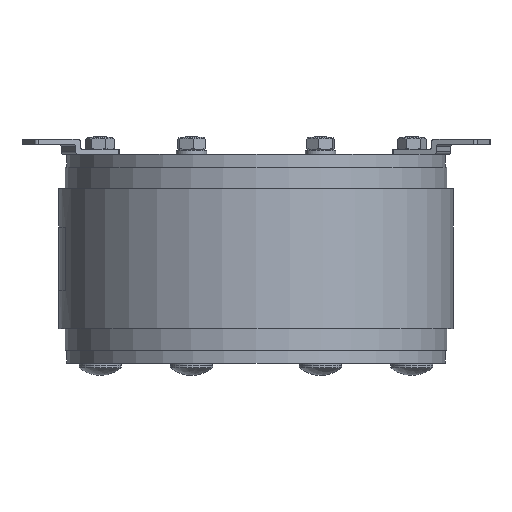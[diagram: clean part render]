
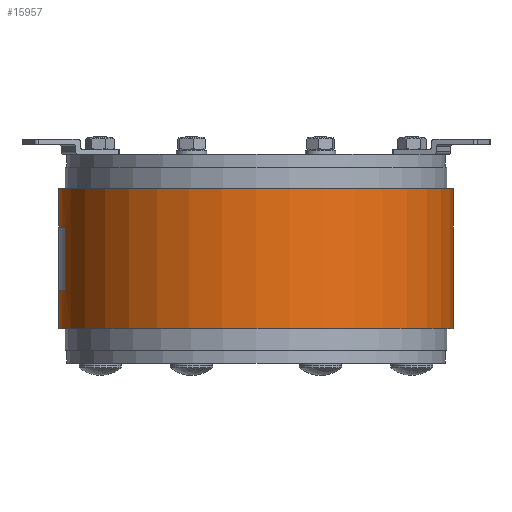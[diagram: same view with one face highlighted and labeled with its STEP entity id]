
A CAD part, front view. The second image highlights one B-rep face of the part: STEP entity #15957.
In plain terms, the highlighted cylindrical face has radius 77.5 mm (diameter 155 mm), a partial arc.
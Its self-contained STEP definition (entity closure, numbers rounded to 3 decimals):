
#787=CIRCLE('',#16853,77.5);
#789=CIRCLE('',#16856,77.5);
#791=CIRCLE('',#16859,77.5);
#793=CIRCLE('',#16863,77.5);
#795=CIRCLE('',#16876,77.5);
#798=CIRCLE('',#16880,77.5);
#799=CIRCLE('',#16882,77.5);
#800=CIRCLE('',#16883,77.5);
#897=CYLINDRICAL_SURFACE('',#16881,77.5);
#2562=LINE('',#26761,#4283);
#2569=LINE('',#26778,#4290);
#2579=LINE('',#26797,#4300);
#2588=LINE('',#26823,#4309);
#2589=LINE('',#26827,#4310);
#2590=LINE('',#26830,#4311);
#4283=VECTOR('',#20335,25.);
#4290=VECTOR('',#20352,15.);
#4300=VECTOR('',#20372,15.);
#4309=VECTOR('',#20401,15.);
#4310=VECTOR('',#20404,25.);
#4311=VECTOR('',#20407,15.);
#5796=FACE_OUTER_BOUND('',#6745,.T.);
#6745=EDGE_LOOP('',(#14979,#14980,#14981,#14982,#14983,#14984,#14985,#14986,
#14987,#14988,#14989,#14990,#14991,#14992));
#8450=VERTEX_POINT('',#26733);
#8451=VERTEX_POINT('',#26734);
#8454=VERTEX_POINT('',#26742);
#8455=VERTEX_POINT('',#26743);
#8458=VERTEX_POINT('',#26751);
#8459=VERTEX_POINT('',#26752);
#8462=VERTEX_POINT('',#26760);
#8464=VERTEX_POINT('',#26766);
#8474=VERTEX_POINT('',#26810);
#8477=VERTEX_POINT('',#26818);
#8478=VERTEX_POINT('',#26822);
#8479=VERTEX_POINT('',#26824);
#8480=VERTEX_POINT('',#26826);
#8481=VERTEX_POINT('',#26828);
#10615=EDGE_CURVE('',#8450,#8451,#787,.T.);
#10619=EDGE_CURVE('',#8454,#8455,#789,.T.);
#10623=EDGE_CURVE('',#8458,#8459,#791,.T.);
#10627=EDGE_CURVE('',#8459,#8462,#2562,.T.);
#10630=EDGE_CURVE('',#8462,#8464,#793,.T.);
#10636=EDGE_CURVE('',#8450,#8464,#2569,.T.);
#10646=EDGE_CURVE('',#8458,#8455,#2579,.T.);
#10653=EDGE_CURVE('',#8474,#8454,#795,.T.);
#10658=EDGE_CURVE('',#8451,#8477,#798,.T.);
#10659=EDGE_CURVE('',#8477,#8478,#2588,.T.);
#10660=EDGE_CURVE('',#8478,#8479,#799,.T.);
#10661=EDGE_CURVE('',#8479,#8480,#2589,.T.);
#10662=EDGE_CURVE('',#8480,#8481,#800,.T.);
#10663=EDGE_CURVE('',#8481,#8474,#2590,.T.);
#14979=ORIENTED_EDGE('',*,*,#10658,.T.);
#14980=ORIENTED_EDGE('',*,*,#10659,.T.);
#14981=ORIENTED_EDGE('',*,*,#10660,.T.);
#14982=ORIENTED_EDGE('',*,*,#10661,.T.);
#14983=ORIENTED_EDGE('',*,*,#10662,.T.);
#14984=ORIENTED_EDGE('',*,*,#10663,.T.);
#14985=ORIENTED_EDGE('',*,*,#10653,.T.);
#14986=ORIENTED_EDGE('',*,*,#10619,.T.);
#14987=ORIENTED_EDGE('',*,*,#10646,.F.);
#14988=ORIENTED_EDGE('',*,*,#10623,.T.);
#14989=ORIENTED_EDGE('',*,*,#10627,.T.);
#14990=ORIENTED_EDGE('',*,*,#10630,.T.);
#14991=ORIENTED_EDGE('',*,*,#10636,.F.);
#14992=ORIENTED_EDGE('',*,*,#10615,.T.);
#15957=ADVANCED_FACE('',(#5796),#897,.T.);
#16853=AXIS2_PLACEMENT_3D('',#26735,#20311,#20312);
#16856=AXIS2_PLACEMENT_3D('',#26744,#20319,#20320);
#16859=AXIS2_PLACEMENT_3D('',#26753,#20327,#20328);
#16863=AXIS2_PLACEMENT_3D('',#26767,#20340,#20341);
#16876=AXIS2_PLACEMENT_3D('',#26811,#20387,#20388);
#16880=AXIS2_PLACEMENT_3D('',#26820,#20397,#20398);
#16881=AXIS2_PLACEMENT_3D('',#26821,#20399,#20400);
#16882=AXIS2_PLACEMENT_3D('',#26825,#20402,#20403);
#16883=AXIS2_PLACEMENT_3D('',#26829,#20405,#20406);
#20311=DIRECTION('center_axis',(0.,-1.,0.));
#20312=DIRECTION('ref_axis',(0.,0.,-1.));
#20319=DIRECTION('center_axis',(0.,1.,0.));
#20320=DIRECTION('ref_axis',(0.,0.,-1.));
#20327=DIRECTION('center_axis',(0.,-1.,0.));
#20328=DIRECTION('ref_axis',(0.,0.,-1.));
#20335=DIRECTION('',(0.,1.,0.));
#20340=DIRECTION('center_axis',(0.,1.,0.));
#20341=DIRECTION('ref_axis',(0.,0.,-1.));
#20352=DIRECTION('',(0.,-1.,0.));
#20372=DIRECTION('',(0.,-1.,0.));
#20387=DIRECTION('center_axis',(0.,1.,0.));
#20388=DIRECTION('ref_axis',(0.,0.,1.));
#20397=DIRECTION('center_axis',(0.,-1.,0.));
#20398=DIRECTION('ref_axis',(0.,0.,1.));
#20399=DIRECTION('center_axis',(0.,-1.,0.));
#20400=DIRECTION('ref_axis',(0.,0.,1.));
#20401=DIRECTION('',(0.,-1.,0.));
#20402=DIRECTION('center_axis',(0.,-1.,0.));
#20403=DIRECTION('ref_axis',(0.,0.,1.));
#20404=DIRECTION('',(0.,-1.,0.));
#20405=DIRECTION('center_axis',(0.,1.,0.));
#20406=DIRECTION('ref_axis',(-0.264,0.,0.965));
#20407=DIRECTION('',(0.,-1.,0.));
#26733=CARTESIAN_POINT('',(-119.769,27.5,-1.25));
#26734=CARTESIAN_POINT('',(-119.769,27.5,153.75));
#26735=CARTESIAN_POINT('Origin',(-119.769,27.5,76.25));
#26742=CARTESIAN_POINT('',(-119.769,-27.5,153.75));
#26743=CARTESIAN_POINT('',(-119.769,-27.5,-1.25));
#26744=CARTESIAN_POINT('Origin',(-119.769,-27.5,76.25));
#26751=CARTESIAN_POINT('',(-119.769,-12.5,-1.25));
#26752=CARTESIAN_POINT('',(-99.677,-12.5,1.4));
#26753=CARTESIAN_POINT('Origin',(-119.769,-12.5,76.25));
#26760=CARTESIAN_POINT('',(-99.677,12.5,1.4));
#26761=CARTESIAN_POINT('',(-99.677,0.,1.4));
#26766=CARTESIAN_POINT('',(-119.769,12.5,-1.25));
#26767=CARTESIAN_POINT('Origin',(-119.769,12.5,76.25));
#26778=CARTESIAN_POINT('',(-119.769,13.75,-1.25));
#26797=CARTESIAN_POINT('',(-119.769,-6.25,-1.25));
#26810=CARTESIAN_POINT('',(-119.773,-27.5,153.75));
#26811=CARTESIAN_POINT('Origin',(-119.769,-27.5,76.25));
#26818=CARTESIAN_POINT('',(-119.773,27.5,153.75));
#26820=CARTESIAN_POINT('Origin',(-119.769,27.5,76.25));
#26821=CARTESIAN_POINT('Origin',(-119.769,0.,
76.25));
#26822=CARTESIAN_POINT('',(-119.773,12.5,153.75));
#26823=CARTESIAN_POINT('',(-119.773,-27.5,153.75));
#26824=CARTESIAN_POINT('',(-140.196,12.5,151.01));
#26825=CARTESIAN_POINT('Origin',(-119.769,12.5,76.25));
#26826=CARTESIAN_POINT('',(-140.196,-12.5,151.01));
#26827=CARTESIAN_POINT('',(-140.196,-12.5,151.01));
#26828=CARTESIAN_POINT('',(-119.773,-12.5,153.75));
#26829=CARTESIAN_POINT('Origin',(-119.769,-12.5,76.25));
#26830=CARTESIAN_POINT('',(-119.773,-27.5,153.75));
